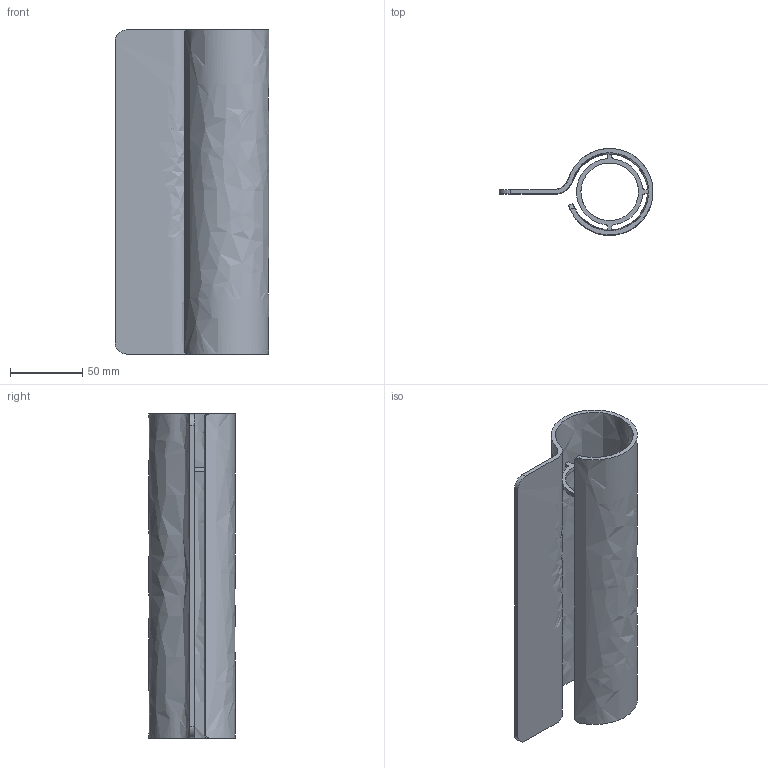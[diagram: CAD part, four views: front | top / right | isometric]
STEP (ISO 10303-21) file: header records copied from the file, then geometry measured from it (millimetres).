
FILE_DESCRIPTION(/* description */ (''),/* implementation_level */ '2;1');
FILE_NAME(/* name */ 'P3',/* time_stamp */ '2024-03-02T05:56:53+01:00',/* author */ (''),/* organization */ (''),/* preprocessor_version */ 'ST-DEVELOPER v16.5',/* originating_system */ 'Rhino 7.34',/* authorisation */ '');
FILE_SCHEMA (('CONFIG_CONTROL_DESIGN'));
Length unit declared in the file: millimetre
Products named in the file (1): Document
Bounding box: 106.81 x 60 x 225 mm (x, y, z)
Volume: 172946.8 mm3; surface area: 100657 mm2
Topology: 2 solids, 2 shells, 33 faces, 87 edges, 58 vertices
Faces by surface type: cylinder 18, plane 13, bspline 2
Entity records: 1127 total; most frequent: CARTESIAN_POINT 475, ORIENTED_EDGE 174, EDGE_CURVE 87, VERTEX_POINT 58, B_SPLINE_CURVE_WITH_KNOTS 43, EDGE_LOOP 35, DIRECTION 35, ADVANCED_FACE 33
